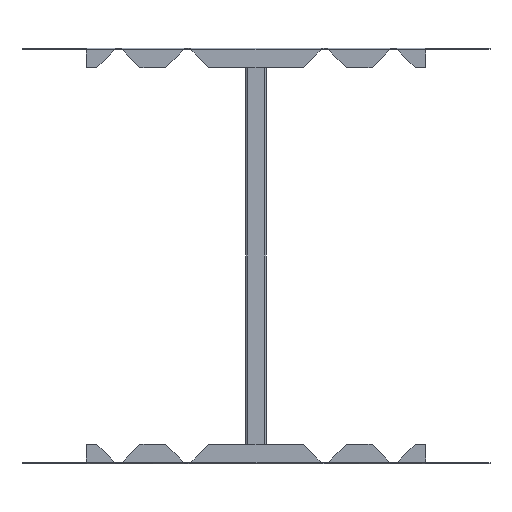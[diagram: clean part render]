
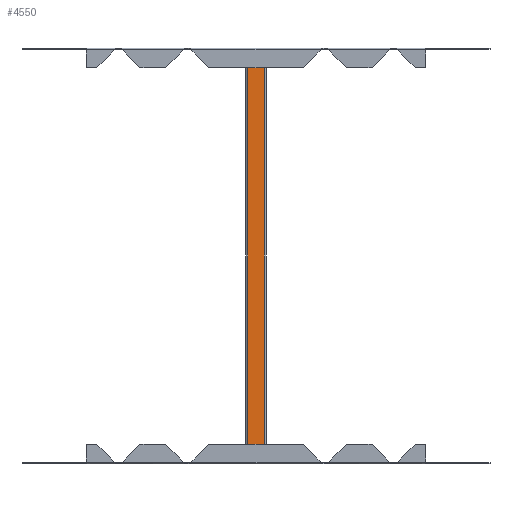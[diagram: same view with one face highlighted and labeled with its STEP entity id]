
A CAD part, front view. The second image highlights one B-rep face of the part: STEP entity #4550.
In plain terms, the highlighted planar face has unit normal (0, -1, 0).
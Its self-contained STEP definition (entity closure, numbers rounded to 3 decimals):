
#121 = ORIENTED_EDGE ( 'NONE', *, *, #1018, .F. ) ;
#126 = PLANE ( 'NONE',  #3680 ) ;
#188 = CARTESIAN_POINT ( 'NONE',  ( -12., 0., 296.5 ) ) ;
#189 = VECTOR ( 'NONE', #5434, 1000. ) ;
#209 = LINE ( 'NONE', #2576, #189 ) ;
#332 = EDGE_LOOP ( 'NONE', ( #1311, #4705, #121, #2327 ) ) ;
#1018 = EDGE_CURVE ( 'NONE', #1428, #6106, #2123, .T. ) ;
#1311 = ORIENTED_EDGE ( 'NONE', *, *, #3691, .T. ) ;
#1332 = DIRECTION ( 'NONE',  ( -1., 0., 0. ) ) ;
#1428 = VERTEX_POINT ( 'NONE', #2221 ) ;
#1549 = VECTOR ( 'NONE', #1332, 1000. ) ;
#1608 = LINE ( 'NONE', #7096, #1549 ) ;
#2094 = CARTESIAN_POINT ( 'NONE',  ( 12., 0., 296.5 ) ) ;
#2123 = LINE ( 'NONE', #6372, #2137 ) ;
#2137 = VECTOR ( 'NONE', #7016, 1000. ) ;
#2184 = DIRECTION ( 'NONE',  ( -1., 0., 0. ) ) ;
#2221 = CARTESIAN_POINT ( 'NONE',  ( 12., 0., -296.5 ) ) ;
#2327 = ORIENTED_EDGE ( 'NONE', *, *, #4404, .T. ) ;
#2343 = DIRECTION ( 'NONE',  ( 0., 0., 1. ) ) ;
#2576 = CARTESIAN_POINT ( 'NONE',  ( 12., 0., -296.5 ) ) ;
#3546 = VERTEX_POINT ( 'NONE', #188 ) ;
#3680 = AXIS2_PLACEMENT_3D ( 'NONE', #5566, #5597, #2184 ) ;
#3691 = EDGE_CURVE ( 'NONE', #6662, #3546, #1608, .T. ) ;
#4404 = EDGE_CURVE ( 'NONE', #1428, #6662, #209, .T. ) ;
#4550 = ADVANCED_FACE ( 'NONE', ( #7277 ), #126, .F. ) ;
#4705 = ORIENTED_EDGE ( 'NONE', *, *, #6321, .F. ) ;
#5049 = VECTOR ( 'NONE', #2343, 1000. ) ;
#5102 = LINE ( 'NONE', #7057, #5049 ) ;
#5434 = DIRECTION ( 'NONE',  ( 0., 0., 1. ) ) ;
#5566 = CARTESIAN_POINT ( 'NONE',  ( -12., 0., -296.5 ) ) ;
#5597 = DIRECTION ( 'NONE',  ( 0., 1., 0. ) ) ;
#6106 = VERTEX_POINT ( 'NONE', #6837 ) ;
#6321 = EDGE_CURVE ( 'NONE', #6106, #3546, #5102, .T. ) ;
#6372 = CARTESIAN_POINT ( 'NONE',  ( -12., 0., -296.5 ) ) ;
#6662 = VERTEX_POINT ( 'NONE', #2094 ) ;
#6837 = CARTESIAN_POINT ( 'NONE',  ( -12., 0., -296.5 ) ) ;
#7016 = DIRECTION ( 'NONE',  ( -1., 0., 0. ) ) ;
#7057 = CARTESIAN_POINT ( 'NONE',  ( -12., 0., -296.5 ) ) ;
#7096 = CARTESIAN_POINT ( 'NONE',  ( -12., 0., 296.5 ) ) ;
#7277 = FACE_OUTER_BOUND ( 'NONE', #332, .T. ) ;
